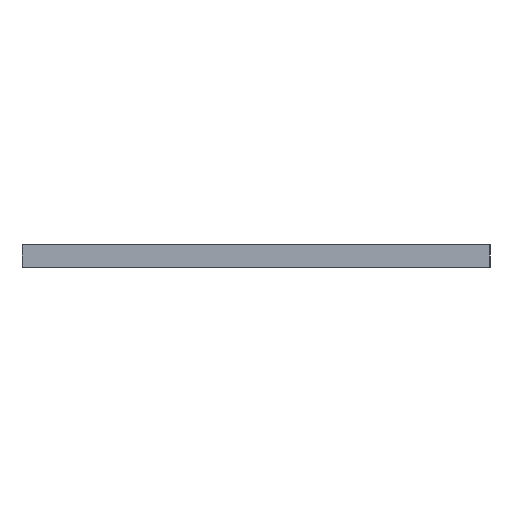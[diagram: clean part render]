
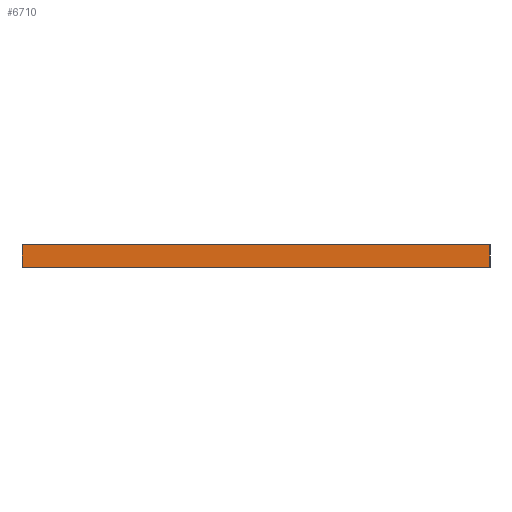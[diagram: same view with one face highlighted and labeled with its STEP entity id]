
A CAD part, left-side view. The second image highlights one B-rep face of the part: STEP entity #6710.
In plain terms, the highlighted planar face has unit normal (-1, 0, 0).
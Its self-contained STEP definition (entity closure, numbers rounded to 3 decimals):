
#44 = PLANE('',#45);
#45 = AXIS2_PLACEMENT_3D('',#46,#47,#48);
#46 = CARTESIAN_POINT('',(2746.445,1596.117,
    5.));
#47 = DIRECTION('',(0.,0.,1.));
#48 = DIRECTION('',(1.,0.,-0.));
#100 = PLANE('',#101);
#101 = AXIS2_PLACEMENT_3D('',#102,#103,#104);
#102 = CARTESIAN_POINT('',(2746.445,1596.117,
    0.));
#103 = DIRECTION('',(-0.,-0.,-1.));
#104 = DIRECTION('',(-1.,0.,0.));
#1855 = EDGE_CURVE('',#1856,#1858,#1860,.T.);
#1856 = VERTEX_POINT('',#1857);
#1857 = CARTESIAN_POINT('',(2683.945,1648.617,
    0.));
#1858 = VERTEX_POINT('',#1859);
#1859 = CARTESIAN_POINT('',(2683.945,1543.617,
    0.));
#1860 = SURFACE_CURVE('',#1861,(#1865,#1872),.PCURVE_S1.);
#1861 = LINE('',#1862,#1863);
#1862 = CARTESIAN_POINT('',(2683.945,1648.617,
    0.));
#1863 = VECTOR('',#1864,1.);
#1864 = DIRECTION('',(0.,-1.,0.));
#1865 = PCURVE('',#100,#1866);
#1866 = DEFINITIONAL_REPRESENTATION('',(#1867),#1871);
#1867 = LINE('',#1868,#1869);
#1868 = CARTESIAN_POINT('',(62.5,52.5));
#1869 = VECTOR('',#1870,1.);
#1870 = DIRECTION('',(0.,-1.));
#1871 = ( GEOMETRIC_REPRESENTATION_CONTEXT(2) 
PARAMETRIC_REPRESENTATION_CONTEXT() REPRESENTATION_CONTEXT('2D SPACE',''
  ) );
#1872 = PCURVE('',#1873,#1878);
#1873 = PLANE('',#1874);
#1874 = AXIS2_PLACEMENT_3D('',#1875,#1876,#1877);
#1875 = CARTESIAN_POINT('',(2683.945,1596.117,
    2.5));
#1876 = DIRECTION('',(-1.,-0.,-0.));
#1877 = DIRECTION('',(0.,0.,-1.));
#1878 = DEFINITIONAL_REPRESENTATION('',(#1879),#1883);
#1879 = LINE('',#1880,#1881);
#1880 = CARTESIAN_POINT('',(2.5,-52.5));
#1881 = VECTOR('',#1882,1.);
#1882 = DIRECTION('',(0.,1.));
#1883 = ( GEOMETRIC_REPRESENTATION_CONTEXT(2) 
PARAMETRIC_REPRESENTATION_CONTEXT() REPRESENTATION_CONTEXT('2D SPACE',''
  ) );
#1901 = PLANE('',#1902);
#1902 = AXIS2_PLACEMENT_3D('',#1903,#1904,#1905);
#1903 = CARTESIAN_POINT('',(2746.445,1648.617,
    2.5));
#1904 = DIRECTION('',(0.,1.,0.));
#1905 = DIRECTION('',(0.,-0.,1.));
#1955 = PLANE('',#1956);
#1956 = AXIS2_PLACEMENT_3D('',#1957,#1958,#1959);
#1957 = CARTESIAN_POINT('',(2746.445,1543.617,
    2.5));
#1958 = DIRECTION('',(-0.,-1.,-0.));
#1959 = DIRECTION('',(0.,0.,-1.));
#6710 = ADVANCED_FACE('',(#6711),#1873,.T.);
#6711 = FACE_BOUND('',#6712,.T.);
#6712 = EDGE_LOOP('',(#6713,#6736,#6737,#6760));
#6713 = ORIENTED_EDGE('',*,*,#6714,.T.);
#6714 = EDGE_CURVE('',#6715,#1856,#6717,.T.);
#6715 = VERTEX_POINT('',#6716);
#6716 = CARTESIAN_POINT('',(2683.945,1648.617,
    5.));
#6717 = SURFACE_CURVE('',#6718,(#6722,#6729),.PCURVE_S1.);
#6718 = LINE('',#6719,#6720);
#6719 = CARTESIAN_POINT('',(2683.945,1648.617,
    5.));
#6720 = VECTOR('',#6721,1.);
#6721 = DIRECTION('',(0.,0.,-1.));
#6722 = PCURVE('',#1873,#6723);
#6723 = DEFINITIONAL_REPRESENTATION('',(#6724),#6728);
#6724 = LINE('',#6725,#6726);
#6725 = CARTESIAN_POINT('',(-2.5,-52.5));
#6726 = VECTOR('',#6727,1.);
#6727 = DIRECTION('',(1.,0.));
#6728 = ( GEOMETRIC_REPRESENTATION_CONTEXT(2) 
PARAMETRIC_REPRESENTATION_CONTEXT() REPRESENTATION_CONTEXT('2D SPACE',''
  ) );
#6729 = PCURVE('',#1901,#6730);
#6730 = DEFINITIONAL_REPRESENTATION('',(#6731),#6735);
#6731 = LINE('',#6732,#6733);
#6732 = CARTESIAN_POINT('',(2.5,-62.5));
#6733 = VECTOR('',#6734,1.);
#6734 = DIRECTION('',(-1.,0.));
#6735 = ( GEOMETRIC_REPRESENTATION_CONTEXT(2) 
PARAMETRIC_REPRESENTATION_CONTEXT() REPRESENTATION_CONTEXT('2D SPACE',''
  ) );
#6736 = ORIENTED_EDGE('',*,*,#1855,.T.);
#6737 = ORIENTED_EDGE('',*,*,#6738,.F.);
#6738 = EDGE_CURVE('',#6739,#1858,#6741,.T.);
#6739 = VERTEX_POINT('',#6740);
#6740 = CARTESIAN_POINT('',(2683.945,1543.617,
    5.));
#6741 = SURFACE_CURVE('',#6742,(#6746,#6753),.PCURVE_S1.);
#6742 = LINE('',#6743,#6744);
#6743 = CARTESIAN_POINT('',(2683.945,1543.617,
    5.));
#6744 = VECTOR('',#6745,1.);
#6745 = DIRECTION('',(0.,0.,-1.));
#6746 = PCURVE('',#1873,#6747);
#6747 = DEFINITIONAL_REPRESENTATION('',(#6748),#6752);
#6748 = LINE('',#6749,#6750);
#6749 = CARTESIAN_POINT('',(-2.5,52.5));
#6750 = VECTOR('',#6751,1.);
#6751 = DIRECTION('',(1.,0.));
#6752 = ( GEOMETRIC_REPRESENTATION_CONTEXT(2) 
PARAMETRIC_REPRESENTATION_CONTEXT() REPRESENTATION_CONTEXT('2D SPACE',''
  ) );
#6753 = PCURVE('',#1955,#6754);
#6754 = DEFINITIONAL_REPRESENTATION('',(#6755),#6759);
#6755 = LINE('',#6756,#6757);
#6756 = CARTESIAN_POINT('',(-2.5,-62.5));
#6757 = VECTOR('',#6758,1.);
#6758 = DIRECTION('',(1.,0.));
#6759 = ( GEOMETRIC_REPRESENTATION_CONTEXT(2) 
PARAMETRIC_REPRESENTATION_CONTEXT() REPRESENTATION_CONTEXT('2D SPACE',''
  ) );
#6760 = ORIENTED_EDGE('',*,*,#6761,.T.);
#6761 = EDGE_CURVE('',#6739,#6715,#6762,.T.);
#6762 = SURFACE_CURVE('',#6763,(#6767,#6774),.PCURVE_S1.);
#6763 = LINE('',#6764,#6765);
#6764 = CARTESIAN_POINT('',(2683.945,1543.617,
    5.));
#6765 = VECTOR('',#6766,1.);
#6766 = DIRECTION('',(0.,1.,0.));
#6767 = PCURVE('',#1873,#6768);
#6768 = DEFINITIONAL_REPRESENTATION('',(#6769),#6773);
#6769 = LINE('',#6770,#6771);
#6770 = CARTESIAN_POINT('',(-2.5,52.5));
#6771 = VECTOR('',#6772,1.);
#6772 = DIRECTION('',(0.,-1.));
#6773 = ( GEOMETRIC_REPRESENTATION_CONTEXT(2) 
PARAMETRIC_REPRESENTATION_CONTEXT() REPRESENTATION_CONTEXT('2D SPACE',''
  ) );
#6774 = PCURVE('',#44,#6775);
#6775 = DEFINITIONAL_REPRESENTATION('',(#6776),#6780);
#6776 = LINE('',#6777,#6778);
#6777 = CARTESIAN_POINT('',(-62.5,-52.5));
#6778 = VECTOR('',#6779,1.);
#6779 = DIRECTION('',(0.,1.));
#6780 = ( GEOMETRIC_REPRESENTATION_CONTEXT(2) 
PARAMETRIC_REPRESENTATION_CONTEXT() REPRESENTATION_CONTEXT('2D SPACE',''
  ) );
